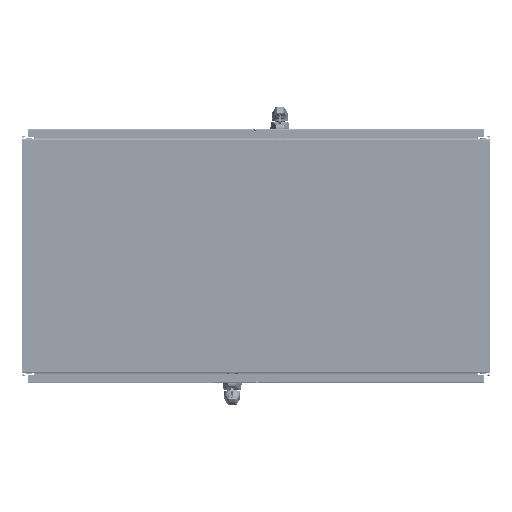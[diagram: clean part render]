
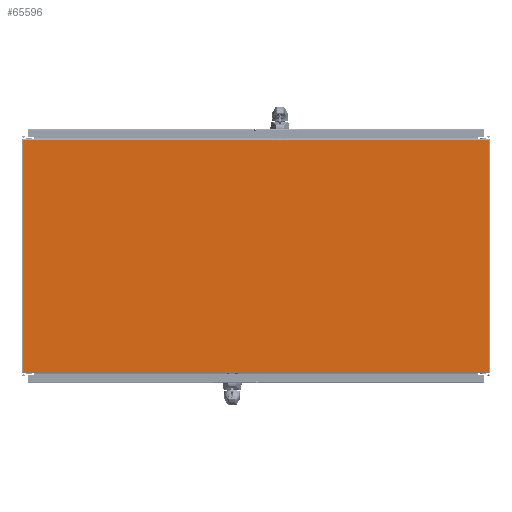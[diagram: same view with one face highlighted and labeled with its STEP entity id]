
A CAD part, front view. The second image highlights one B-rep face of the part: STEP entity #65596.
In plain terms, the highlighted face is planar.
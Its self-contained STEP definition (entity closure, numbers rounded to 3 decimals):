
#11871=PLANE('',#69001);
#13346=FACE_OUTER_BOUND('',#16171,.T.);
#16171=EDGE_LOOP('',(#54604,#54605,#54606,#54607));
#19829=LINE('',#95031,#24898);
#19835=LINE('',#95051,#24904);
#19841=LINE('',#95068,#24910);
#19843=LINE('',#95071,#24912);
#24898=VECTOR('',#77647,47.938);
#24904=VECTOR('',#77673,47.938);
#24910=VECTOR('',#77697,23.875);
#24912=VECTOR('',#77701,23.875);
#33189=VERTEX_POINT('',#95028);
#33190=VERTEX_POINT('',#95030);
#33193=VERTEX_POINT('',#95048);
#33194=VERTEX_POINT('',#95050);
#42678=EDGE_CURVE('',#33190,#33189,#19829,.T.);
#42688=EDGE_CURVE('',#33194,#33193,#19835,.T.);
#42697=EDGE_CURVE('',#33190,#33193,#19841,.T.);
#42699=EDGE_CURVE('',#33194,#33189,#19843,.T.);
#54604=ORIENTED_EDGE('',*,*,#42678,.T.);
#54605=ORIENTED_EDGE('',*,*,#42699,.F.);
#54606=ORIENTED_EDGE('',*,*,#42688,.T.);
#54607=ORIENTED_EDGE('',*,*,#42697,.F.);
#65596=ADVANCED_FACE('',(#13346),#11871,.T.);
#69001=AXIS2_PLACEMENT_3D('',#95070,#77699,#77700);
#77647=DIRECTION('',(1.,0.,0.));
#77673=DIRECTION('',(-1.,0.,0.));
#77697=DIRECTION('',(0.,1.,0.));
#77699=DIRECTION('center_axis',(0.,0.,1.));
#77700=DIRECTION('ref_axis',(1.,0.,0.));
#77701=DIRECTION('',(0.,-1.,0.));
#95028=CARTESIAN_POINT('',(23.969,-11.938,0.094));
#95030=CARTESIAN_POINT('',(-23.969,-11.938,0.094));
#95031=CARTESIAN_POINT('',(-11.984,-11.938,0.094));
#95048=CARTESIAN_POINT('',(-23.969,11.938,0.094));
#95050=CARTESIAN_POINT('',(23.969,11.938,0.094));
#95051=CARTESIAN_POINT('',(11.984,11.938,0.094));
#95068=CARTESIAN_POINT('',(-23.969,-12.063,0.094));
#95070=CARTESIAN_POINT('Origin',(0.,0.,
0.094));
#95071=CARTESIAN_POINT('',(23.969,12.063,0.094));
